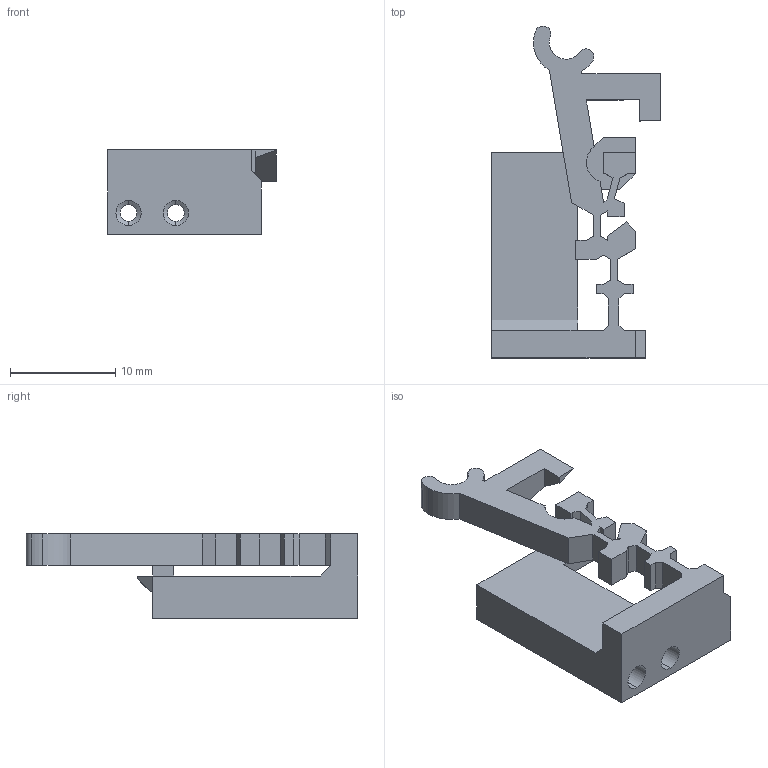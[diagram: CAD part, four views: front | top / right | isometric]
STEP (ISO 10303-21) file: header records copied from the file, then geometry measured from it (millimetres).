
FILE_DESCRIPTION (( 'STEP AP214' ), '1' );
FILE_NAME ('switch-compliant-link-staight-lengthened.STEP', '2025-10-27T04:58:18', ( '' ), ( '' ), 'SwSTEP 2.0', 'SolidWorks 2025', '' );
FILE_SCHEMA (( 'AUTOMOTIVE_DESIGN' ));
Length unit declared in the file: millimetre
Products named in the file (1): switch-compliant-link-staight-lengthened
Bounding box: 16.07 x 31.55 x 8 mm (x, y, z)
Volume: 1044.5 mm3; surface area: 1622.1 mm2
Topology: 1 solids, 1 shells, 98 faces, 282 edges, 184 vertices
Faces by surface type: plane 77, cylinder 17, cone 4
Entity records: 3199 total; most frequent: CARTESIAN_POINT 565, ORIENTED_EDGE 564, DIRECTION 514, EDGE_CURVE 282, VECTOR 248, LINE 248, VERTEX_POINT 184, AXIS2_PLACEMENT_3D 133
